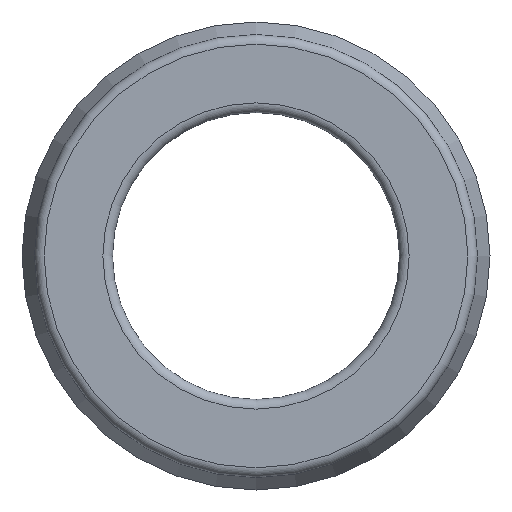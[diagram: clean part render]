
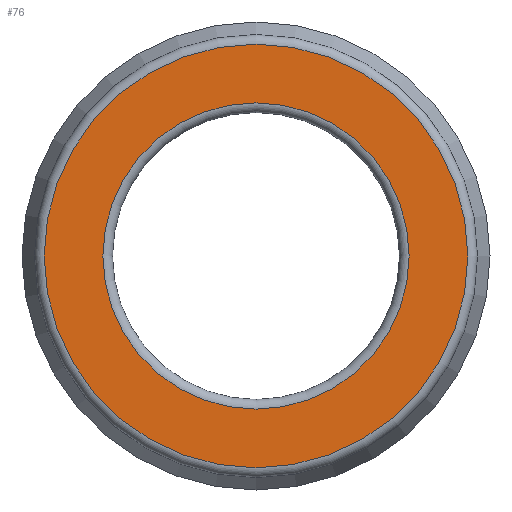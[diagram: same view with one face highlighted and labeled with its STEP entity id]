
A CAD part, left-side view. The second image highlights one B-rep face of the part: STEP entity #76.
In plain terms, the highlighted planar face has unit normal (-1, 0, 0).
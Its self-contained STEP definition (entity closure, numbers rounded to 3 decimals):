
#76 = ADVANCED_FACE( '', ( #101, #102 ), #103, .T. );
#101 = FACE_BOUND( '', #169, .T. );
#102 = FACE_OUTER_BOUND( '', #170, .T. );
#103 = PLANE( '', #171 );
#169 = EDGE_LOOP( '', ( #239 ) );
#170 = EDGE_LOOP( '', ( #240 ) );
#171 = AXIS2_PLACEMENT_3D( '', #241, #242, #243 );
#239 = ORIENTED_EDGE( '', *, *, #348, .T. );
#240 = ORIENTED_EDGE( '', *, *, #346, .F. );
#241 = CARTESIAN_POINT( '', ( -10.5, 11., 0. ) );
#242 = DIRECTION( '', ( -1., 0., 0. ) );
#243 = DIRECTION( '', ( 0., 0., 1. ) );
#346 = EDGE_CURVE( '', #370, #370, #371, .T. );
#348 = EDGE_CURVE( '', #374, #374, #375, .T. );
#370 = VERTEX_POINT( '', #414 );
#371 = CIRCLE( '', #415, 11. );
#374 = VERTEX_POINT( '', #418 );
#375 = CIRCLE( '', #419, 7.95 );
#414 = CARTESIAN_POINT( '', ( -10.5, 0., -11. ) );
#415 = AXIS2_PLACEMENT_3D( '', #458, #459, #460 );
#418 = CARTESIAN_POINT( '', ( -10.5, 0., -7.95 ) );
#419 = AXIS2_PLACEMENT_3D( '', #464, #465, #466 );
#458 = CARTESIAN_POINT( '', ( -10.5, 0., 0. ) );
#459 = DIRECTION( '', ( 1., 0., 0. ) );
#460 = DIRECTION( '', ( 0., 0., -1. ) );
#464 = CARTESIAN_POINT( '', ( -10.5, 0., 0. ) );
#465 = DIRECTION( '', ( 1., 0., 0. ) );
#466 = DIRECTION( '', ( 0., 0., -1. ) );
